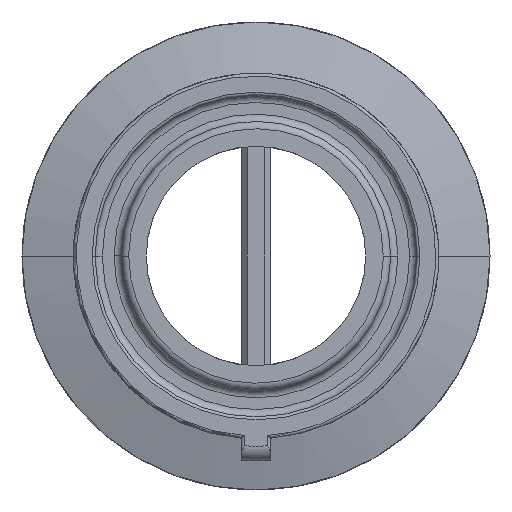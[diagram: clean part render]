
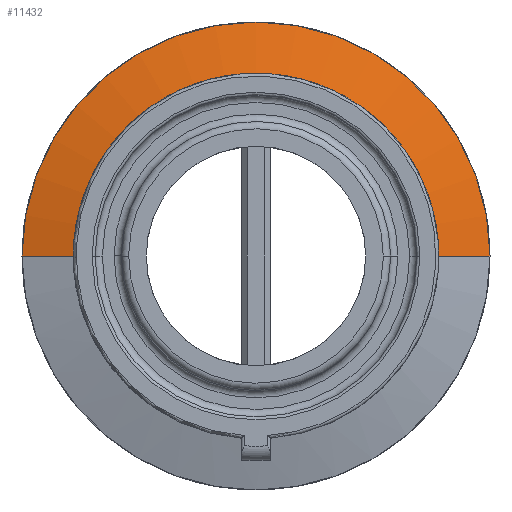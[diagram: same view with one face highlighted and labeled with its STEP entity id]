
A CAD part, front view. The second image highlights one B-rep face of the part: STEP entity #11432.
In plain terms, the highlighted conical face has half-angle 75 degrees and reference radius 14.25 mm.
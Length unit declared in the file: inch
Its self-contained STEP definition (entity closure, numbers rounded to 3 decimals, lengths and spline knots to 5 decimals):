
#4156=CARTESIAN_POINT('',(0.,0.88827,0.));
#4157=DIRECTION('',(0.,-1.,0.));
#4158=DIRECTION('',(1.,0.,0.));
#4159=AXIS2_PLACEMENT_3D('',#4156,#4157,#4158);
#4161=DIRECTION('',(-0.966,0.259,0.));
#4162=VECTOR('',#4161,0.14266);
#4163=CARTESIAN_POINT('',(-0.49213,0.88827,0.));
#4164=LINE('',#4163,#4162);
#4165=CARTESIAN_POINT('',(0.,0.9252,0.));
#4166=DIRECTION('',(0.,1.,0.));
#4167=DIRECTION('',(-1.,0.,0.));
#4168=AXIS2_PLACEMENT_3D('',#4165,#4166,#4167);
#4187=DIRECTION('',(0.966,0.259,0.));
#4188=VECTOR('',#4187,0.14266);
#4189=CARTESIAN_POINT('',(0.49213,0.88827,0.));
#4190=LINE('',#4189,#4188);
#6110=CARTESIAN_POINT('',(0.49213,0.88827,0.));
#6111=CARTESIAN_POINT('',(-0.49213,0.88827,0.));
#6112=VERTEX_POINT('',#6110);
#6113=VERTEX_POINT('',#6111);
#6116=CARTESIAN_POINT('',(-0.62992,0.9252,0.));
#6117=VERTEX_POINT('',#6116);
#6118=CARTESIAN_POINT('',(0.62992,0.9252,0.));
#6119=VERTEX_POINT('',#6118);
#11418=CARTESIAN_POINT('',(0.,0.90674,0.));
#11419=DIRECTION('',(0.,1.,0.));
#11420=DIRECTION('',(-1.,0.,0.));
#11421=AXIS2_PLACEMENT_3D('',#11418,#11419,#11420);
#11422=CONICAL_SURFACE('',#11421,0.56102,75.);
#11423=ORIENTED_EDGE('',*,*,#11405,.T.);
#11425=ORIENTED_EDGE('',*,*,#11424,.T.);
#11427=ORIENTED_EDGE('',*,*,#11426,.T.);
#11429=ORIENTED_EDGE('',*,*,#11428,.F.);
#11430=EDGE_LOOP('',(#11423,#11425,#11427,#11429));
#11431=FACE_OUTER_BOUND('',#11430,.F.);
#11432=ADVANCED_FACE('',(#11431),#11422,.T.);
#4160=CIRCLE('',#4159,0.49213);
#4169=CIRCLE('',#4168,0.62992);
#11405=EDGE_CURVE('',#6112,#6113,#4160,.T.);
#11424=EDGE_CURVE('',#6113,#6117,#4164,.T.);
#11426=EDGE_CURVE('',#6117,#6119,#4169,.T.);
#11428=EDGE_CURVE('',#6112,#6119,#4190,.T.);
